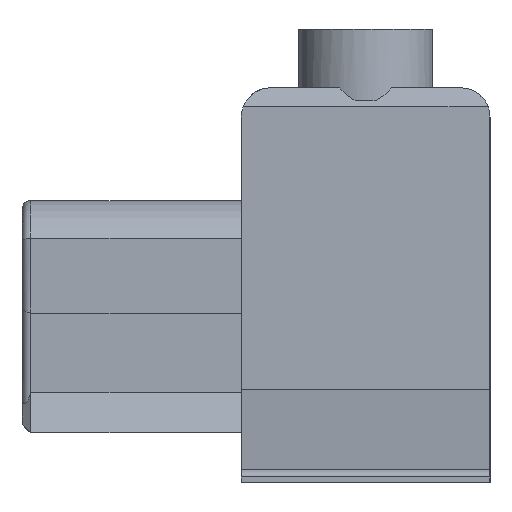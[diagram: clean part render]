
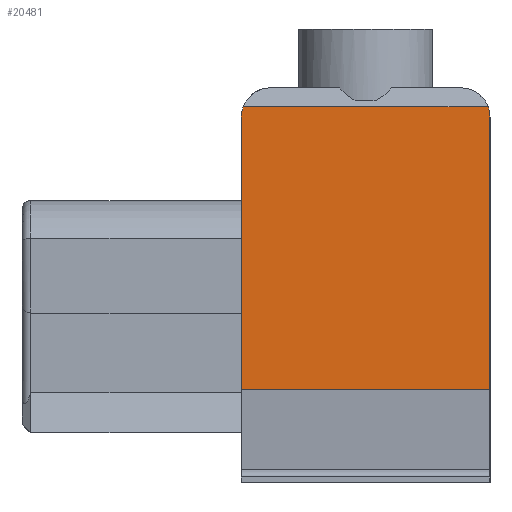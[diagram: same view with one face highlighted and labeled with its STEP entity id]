
A CAD part, left-side view. The second image highlights one B-rep face of the part: STEP entity #20481.
In plain terms, the highlighted planar face has unit normal (-1, 0, 0).
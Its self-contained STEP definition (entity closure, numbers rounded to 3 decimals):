
#671=CIRCLE('',#21556,1.);
#672=CIRCLE('',#21557,1.);
#2000=ORIENTED_EDGE('',*,*,#5374,.F.);
#2001=ORIENTED_EDGE('',*,*,#6339,.T.);
#2002=ORIENTED_EDGE('',*,*,#5531,.T.);
#2003=ORIENTED_EDGE('',*,*,#6340,.T.);
#2004=ORIENTED_EDGE('',*,*,#6341,.F.);
#2005=ORIENTED_EDGE('',*,*,#6342,.T.);
#5374=EDGE_CURVE('',#7586,#7587,#8999,.T.);
#5531=EDGE_CURVE('',#7744,#7743,#9132,.T.);
#6339=EDGE_CURVE('',#7586,#7744,#9737,.T.);
#6340=EDGE_CURVE('',#7743,#8464,#671,.T.);
#6341=EDGE_CURVE('',#8465,#8464,#9738,.T.);
#6342=EDGE_CURVE('',#8465,#7587,#672,.T.);
#7586=VERTEX_POINT('',#27154);
#7587=VERTEX_POINT('',#27156);
#7743=VERTEX_POINT('',#27469);
#7744=VERTEX_POINT('',#27471);
#8464=VERTEX_POINT('',#29135);
#8465=VERTEX_POINT('',#29137);
#8999=LINE('',#27155,#10626);
#9132=LINE('',#27470,#10759);
#9737=LINE('',#29133,#11364);
#9738=LINE('',#29136,#11365);
#10626=VECTOR('',#22682,1000.);
#10759=VECTOR('',#22865,1000.);
#11364=VECTOR('',#24146,1000.);
#11365=VECTOR('',#24149,1000.);
#12376=EDGE_LOOP('',(#2000,#2001,#2002,#2003,#2004,#2005));
#13276=FACE_BOUND('',#12376,.T.);
#14124=PLANE('',#21555);
#20481=ADVANCED_FACE('',(#13276),#14124,.T.);
#21555=AXIS2_PLACEMENT_3D('',#29132,#24144,#24145);
#21556=AXIS2_PLACEMENT_3D('',#29134,#24147,#24148);
#21557=AXIS2_PLACEMENT_3D('',#29138,#24150,#24151);
#22682=DIRECTION('',(0.,0.,1.));
#22865=DIRECTION('',(0.,0.,1.));
#24144=DIRECTION('',(-1.,0.,0.));
#24145=DIRECTION('',(0.,0.,1.));
#24146=DIRECTION('',(0.,-1.,0.));
#24147=DIRECTION('',(-1.,0.,0.));
#24148=DIRECTION('',(0.,0.,1.));
#24149=DIRECTION('',(0.,-1.,0.));
#24150=DIRECTION('',(-1.,0.,0.));
#24151=DIRECTION('',(0.,0.,1.));
#27154=CARTESIAN_POINT('',(-27.5,4.25,-3.));
#27155=CARTESIAN_POINT('',(-27.5,4.25,-6.2));
#27156=CARTESIAN_POINT('',(-27.5,4.25,6.3));
#27469=CARTESIAN_POINT('',(-27.5,-4.25,6.3));
#27470=CARTESIAN_POINT('',(-27.5,-4.25,-6.2));
#27471=CARTESIAN_POINT('',(-27.5,-4.25,-3.));
#29132=CARTESIAN_POINT('',(-27.5,-4.25,-6.2));
#29133=CARTESIAN_POINT('',(-27.5,53.75,-3.));
#29134=CARTESIAN_POINT('',(-27.5,-3.25,6.3));
#29135=CARTESIAN_POINT('',(-27.5,-4.187,6.65));
#29136=CARTESIAN_POINT('',(-27.5,4.25,6.65));
#29137=CARTESIAN_POINT('',(-27.5,4.187,6.65));
#29138=CARTESIAN_POINT('',(-27.5,3.25,6.3));
